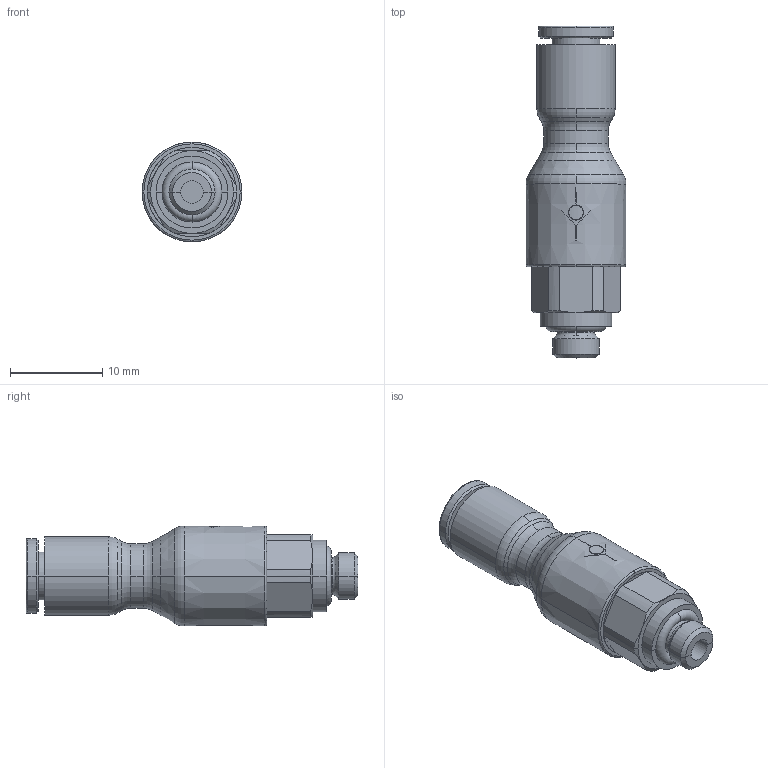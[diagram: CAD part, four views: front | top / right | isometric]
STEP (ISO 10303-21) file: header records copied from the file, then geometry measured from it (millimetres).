
FILE_DESCRIPTION(('STEP AP214'),'1');
FILE_NAME('7994_04_19.stp','2016-07-07T14:31:59',('TraceParts'),('TraceParts S.A.'),'Spatial InterOp 3D',' ',' ');
FILE_SCHEMA(('automotive_design'));
Length unit declared in the file: millimetre
Products named in the file (1): 1
Bounding box: 10.85 x 36.04 x 10.85 mm (x, y, z)
Volume: 2096.8 mm3; surface area: 1428.4 mm2
Topology: 1 solids, 1 shells, 100 faces, 252 edges, 162 vertices
Faces by surface type: plane 34, cone 25, cylinder 25, torus 16
Entity records: 3126 total; most frequent: CARTESIAN_POINT 598, DIRECTION 587, ORIENTED_EDGE 504, EDGE_CURVE 252, AXIS2_PLACEMENT_3D 245, VERTEX_POINT 162, CIRCLE 138, EDGE_LOOP 108
